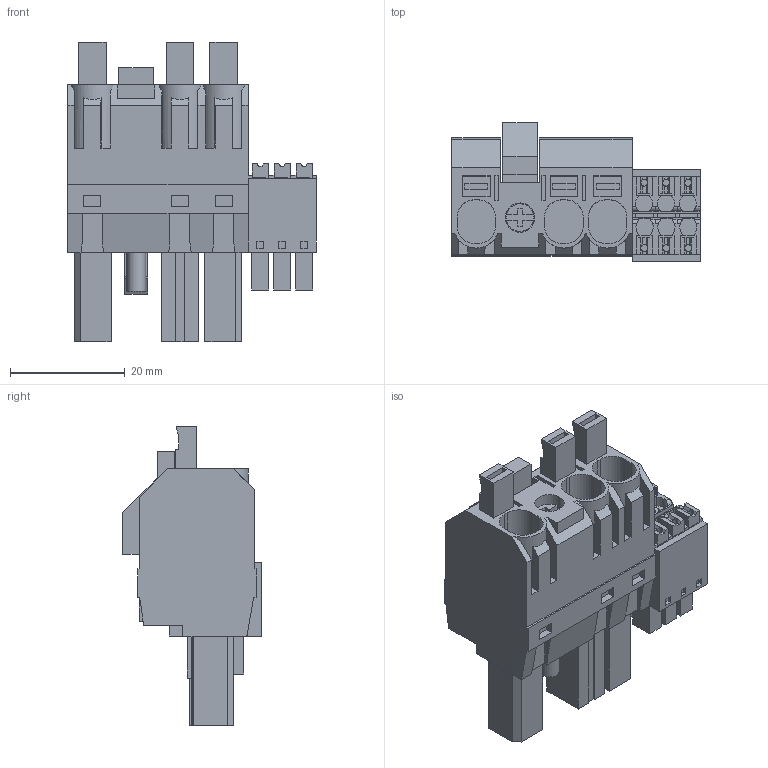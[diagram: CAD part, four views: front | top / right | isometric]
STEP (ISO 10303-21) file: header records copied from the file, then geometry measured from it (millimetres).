
FILE_DESCRIPTION(('CATIA V5 STEP Exchange','CAx-IF Rec.Pracs.--- Model Styling and Organization---1.4--- 2014-01-23'),'2;1');
FILE_NAME ('434878-3_0_2629070000_2629070000.stp','2023-09-07T12:41:04+00:00',('none'),('Weidmueller'),'CATIA Version 5-6 Release 2016 SP3 HF44','CATIA V5 STEP AP214','none');
FILE_SCHEMA(('AUTOMOTIVE_DESIGN { 1 0 10303 214 1 1 1 1 }'));
Length unit declared in the file: millimetre
Products named in the file (1): 2629070000
Bounding box: 43.22 x 24.13 x 52.11 mm (x, y, z)
Volume: 20600.4 mm3; surface area: 12175.4 mm2
Topology: 12 solids, 12 shells, 745 faces, 2034 edges, 1351 vertices
Faces by surface type: plane 666, cylinder 79
Entity records: 22331 total; most frequent: CARTESIAN_POINT 4375, ORIENTED_EDGE 4068, DIRECTION 3021, EDGE_CURVE 2034, VECTOR 1798, LINE 1798, VERTEX_POINT 1351, EDGE_LOOP 797
